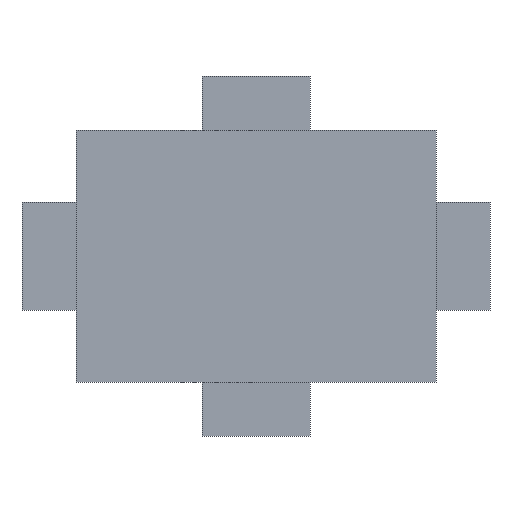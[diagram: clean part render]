
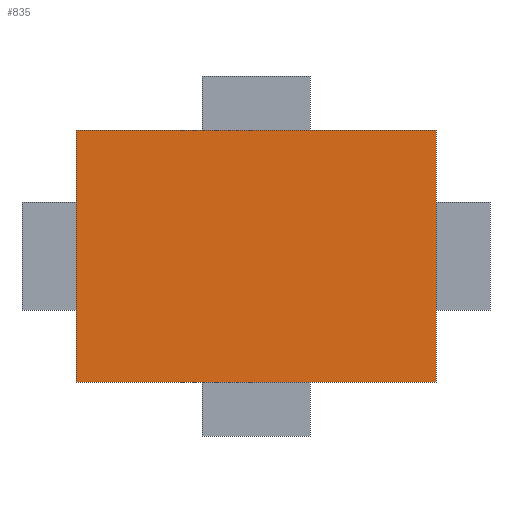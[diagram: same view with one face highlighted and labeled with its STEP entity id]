
A CAD part, front view. The second image highlights one B-rep face of the part: STEP entity #835.
In plain terms, the highlighted planar face has unit normal (0, -1, 0).
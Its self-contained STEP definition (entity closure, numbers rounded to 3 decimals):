
#148=ORIENTED_EDGE('',*,*,#313,.T.);
#149=ORIENTED_EDGE('',*,*,#321,.T.);
#150=ORIENTED_EDGE('',*,*,#328,.T.);
#151=ORIENTED_EDGE('',*,*,#334,.T.);
#313=EDGE_CURVE('',#428,#427,#509,.T.);
#321=EDGE_CURVE('',#427,#435,#517,.T.);
#328=EDGE_CURVE('',#435,#441,#524,.T.);
#334=EDGE_CURVE('',#441,#428,#530,.T.);
#427=VERTEX_POINT('',#1231);
#428=VERTEX_POINT('',#1233);
#435=VERTEX_POINT('',#1248);
#441=VERTEX_POINT('',#1262);
#509=LINE('',#1232,#621);
#517=LINE('',#1249,#629);
#524=LINE('',#1263,#636);
#530=LINE('',#1274,#642);
#621=VECTOR('',#993,1000.);
#629=VECTOR('',#1003,1000.);
#636=VECTOR('',#1012,1000.);
#642=VECTOR('',#1020,1000.);
#709=EDGE_LOOP('',(#148,#149,#150,#151));
#753=FACE_BOUND('',#709,.T.);
#796=PLANE('',#899);
#835=ADVANCED_FACE('',(#753),#796,.T.);
#899=AXIS2_PLACEMENT_3D('',#1321,#1054,#1055);
#993=DIRECTION('',(0.,0.,1.));
#1003=DIRECTION('',(-1.,0.,0.));
#1012=DIRECTION('',(0.,0.,-1.));
#1020=DIRECTION('',(1.,0.,0.));
#1054=DIRECTION('',(0.,-1.,0.));
#1055=DIRECTION('',(0.,0.,-1.));
#1231=CARTESIAN_POINT('',(5.,0.,3.5));
#1232=CARTESIAN_POINT('',(5.,0.,-3.5));
#1233=CARTESIAN_POINT('',(5.,0.,-3.5));
#1248=CARTESIAN_POINT('',(-5.,0.,3.5));
#1249=CARTESIAN_POINT('',(5.,0.,3.5));
#1262=CARTESIAN_POINT('',(-5.,0.,-3.5));
#1263=CARTESIAN_POINT('',(-5.,0.,3.5));
#1274=CARTESIAN_POINT('',(-5.,0.,-3.5));
#1321=CARTESIAN_POINT('',(0.,0.,0.));
